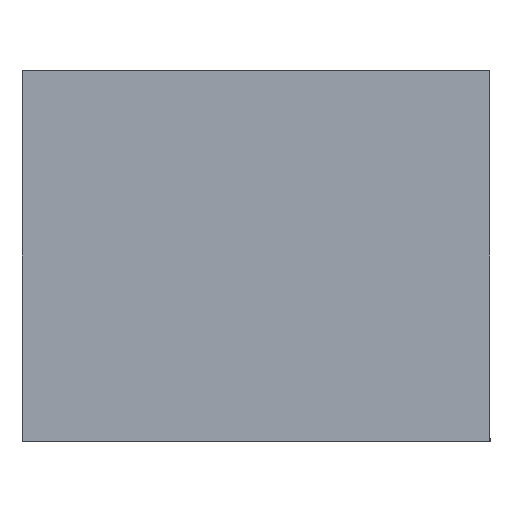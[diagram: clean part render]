
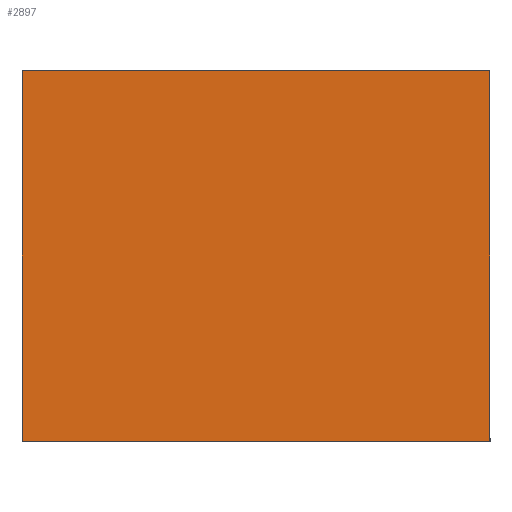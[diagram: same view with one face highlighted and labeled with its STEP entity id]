
A CAD part, left-side view. The second image highlights one B-rep face of the part: STEP entity #2897.
In plain terms, the highlighted planar face has unit normal (-1, 0, 0).
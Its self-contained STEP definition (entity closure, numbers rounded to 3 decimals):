
#50=PLANE('',#3117);
#264=FACE_OUTER_BOUND('',#441,.T.);
#441=EDGE_LOOP('',(#2558,#2559,#2560,#2561));
#824=LINE('',#11329,#997);
#830=LINE('',#11341,#1003);
#835=LINE('',#11350,#1008);
#837=LINE('',#11353,#1010);
#997=VECTOR('',#3678,10.);
#1003=VECTOR('',#3688,10.);
#1008=VECTOR('',#3697,10.);
#1010=VECTOR('',#3701,10.);
#1274=VERTEX_POINT('',#11326);
#1275=VERTEX_POINT('',#11328);
#1278=VERTEX_POINT('',#11338);
#1279=VERTEX_POINT('',#11340);
#1702=EDGE_CURVE('',#1275,#1274,#824,.T.);
#1708=EDGE_CURVE('',#1279,#1278,#830,.T.);
#1713=EDGE_CURVE('',#1278,#1275,#835,.T.);
#1715=EDGE_CURVE('',#1274,#1279,#837,.T.);
#2558=ORIENTED_EDGE('',*,*,#1702,.T.);
#2559=ORIENTED_EDGE('',*,*,#1715,.T.);
#2560=ORIENTED_EDGE('',*,*,#1708,.T.);
#2561=ORIENTED_EDGE('',*,*,#1713,.T.);
#2897=ADVANCED_FACE('',(#264),#50,.T.);
#3117=AXIS2_PLACEMENT_3D('',#11352,#3699,#3700);
#3678=DIRECTION('',(0.,0.,-1.));
#3688=DIRECTION('',(0.,0.,1.));
#3697=DIRECTION('',(0.,1.,0.));
#3699=DIRECTION('center_axis',(-1.,0.,0.));
#3700=DIRECTION('ref_axis',(0.,0.,1.));
#3701=DIRECTION('',(0.,-1.,0.));
#11326=CARTESIAN_POINT('',(-69.85,15.1,-11.95));
#11328=CARTESIAN_POINT('',(-69.85,15.1,11.95));
#11329=CARTESIAN_POINT('',(-69.85,15.1,11.95));
#11338=CARTESIAN_POINT('',(-69.85,-15.1,11.95));
#11340=CARTESIAN_POINT('',(-69.85,-15.1,-11.95));
#11341=CARTESIAN_POINT('',(-69.85,-15.1,-11.95));
#11350=CARTESIAN_POINT('',(-69.85,-15.1,11.95));
#11352=CARTESIAN_POINT('Origin',(-69.85,0.,0.));
#11353=CARTESIAN_POINT('',(-69.85,15.1,-11.95));
